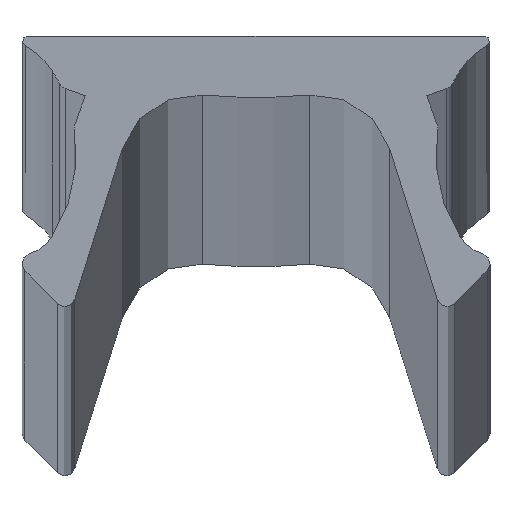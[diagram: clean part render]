
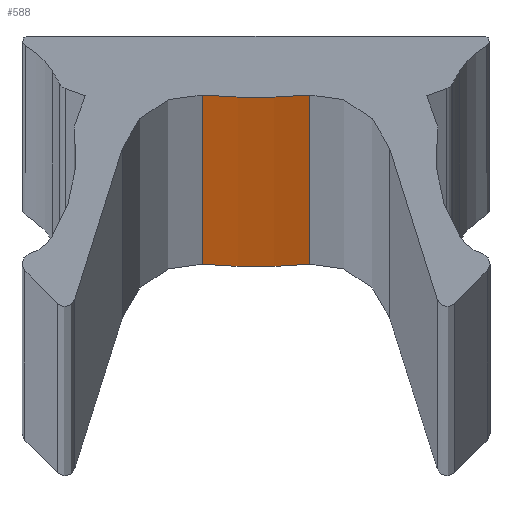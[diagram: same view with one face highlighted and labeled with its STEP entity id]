
A CAD part, top view. The second image highlights one B-rep face of the part: STEP entity #588.
In plain terms, the highlighted cylindrical face has radius 12 mm (diameter 24 mm), a partial arc.
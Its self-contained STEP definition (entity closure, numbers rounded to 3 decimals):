
#35=FACE_OUTER_BOUND('',#67,.T.);
#67=EDGE_LOOP('',(#443,#444,#445,#446));
#113=LINE('',#991,#161);
#114=LINE('',#995,#162);
#161=VECTOR('',#787,1900.);
#162=VECTOR('',#792,1900.);
#203=CIRCLE('',#637,12.);
#213=CIRCLE('',#652,12.);
#257=VERTEX_POINT('',#954);
#258=VERTEX_POINT('',#956);
#270=VERTEX_POINT('',#990);
#271=VERTEX_POINT('',#994);
#320=EDGE_CURVE('',#257,#258,#203,.T.);
#338=EDGE_CURVE('',#270,#258,#113,.T.);
#340=EDGE_CURVE('',#257,#271,#114,.T.);
#341=EDGE_CURVE('',#270,#271,#213,.T.);
#443=ORIENTED_EDGE('',*,*,#340,.T.);
#444=ORIENTED_EDGE('',*,*,#341,.F.);
#445=ORIENTED_EDGE('',*,*,#338,.T.);
#446=ORIENTED_EDGE('',*,*,#320,.F.);
#564=CYLINDRICAL_SURFACE('',#651,12.);
#588=ADVANCED_FACE('',(#35),#564,.T.);
#637=AXIS2_PLACEMENT_3D('',#957,#752,#753);
#651=AXIS2_PLACEMENT_3D('',#993,#790,#791);
#652=AXIS2_PLACEMENT_3D('',#996,#793,#794);
#752=DIRECTION('center_axis',(0.,0.,1.));
#753=DIRECTION('ref_axis',(1.,0.,0.));
#787=DIRECTION('',(0.,0.,1.));
#790=DIRECTION('center_axis',(0.,0.,1.));
#791=DIRECTION('ref_axis',(1.,0.,0.));
#792=DIRECTION('',(0.,0.,-1.));
#793=DIRECTION('center_axis',(0.,0.,-1.));
#794=DIRECTION('ref_axis',(-1.,0.,0.));
#954=CARTESIAN_POINT('',(-1.055,-1.154,0.));
#956=CARTESIAN_POINT('',(1.055,-1.154,0.));
#957=CARTESIAN_POINT('Origin',(0.,10.8,0.));
#990=CARTESIAN_POINT('',(1.055,-1.154,-1900.));
#991=CARTESIAN_POINT('',(1.055,-1.154,-20.));
#993=CARTESIAN_POINT('Origin',(0.,10.8,-20.));
#994=CARTESIAN_POINT('',(-1.055,-1.154,-1900.));
#995=CARTESIAN_POINT('',(-1.055,-1.154,-20.));
#996=CARTESIAN_POINT('Origin',(0.,10.8,-1900.));
